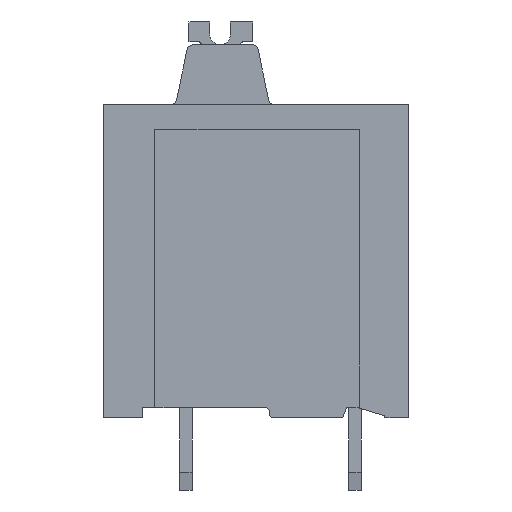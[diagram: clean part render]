
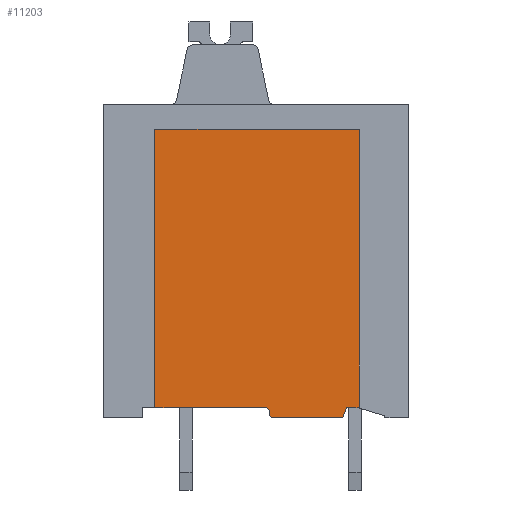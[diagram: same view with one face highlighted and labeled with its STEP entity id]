
A CAD part, left-side view. The second image highlights one B-rep face of the part: STEP entity #11203.
In plain terms, the highlighted planar face has unit normal (-1, 0, 0).
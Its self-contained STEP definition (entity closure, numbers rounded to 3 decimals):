
#5096=AXIS2_PLACEMENT_3D('Plane Axis2P3D',#5093,#5094,#5095) ;
#9156=AXIS2_PLACEMENT_3D('Circle Axis2P3D',#9154,#9155,$) ;
#9211=AXIS2_PLACEMENT_3D('Circle Axis2P3D',#9209,#9210,$) ;
#5093=CARTESIAN_POINT('Axis2P3D Location',(1.1,2.4,0.)) ;
#9029=CARTESIAN_POINT('Vertex',(1.1,2.5,4.)) ;
#9041=CARTESIAN_POINT('Vertex',(1.1,2.4,3.97)) ;
#9044=CARTESIAN_POINT('Line Origine',(1.1,2.45,3.985)) ;
#9125=CARTESIAN_POINT('Vertex',(1.1,6.95,4.)) ;
#9128=CARTESIAN_POINT('Line Origine',(1.1,9.625,4.)) ;
#9132=CARTESIAN_POINT('Vertex',(1.1,12.3,4.)) ;
#9154=CARTESIAN_POINT('Axis2P3D Location',(1.1,6.95,3.8)) ;
#9158=CARTESIAN_POINT('Vertex',(1.1,6.75,3.8)) ;
#9182=CARTESIAN_POINT('Vertex',(1.1,6.75,3.7)) ;
#9185=CARTESIAN_POINT('Line Origine',(1.1,6.75,3.75)) ;
#9206=CARTESIAN_POINT('Vertex',(1.1,6.55,3.5)) ;
#9209=CARTESIAN_POINT('Axis2P3D Location',(1.1,6.55,3.7)) ;
#9225=CARTESIAN_POINT('Vertex',(1.1,3.2,3.5)) ;
#9228=CARTESIAN_POINT('Line Origine',(1.1,4.875,3.5)) ;
#9249=CARTESIAN_POINT('Vertex',(1.1,3.,4.)) ;
#9252=CARTESIAN_POINT('Line Origine',(1.1,3.1,3.75)) ;
#9264=CARTESIAN_POINT('Line Origine',(1.1,2.75,4.)) ;
#9281=CARTESIAN_POINT('Line Origine',(1.1,12.3,10.75)) ;
#9285=CARTESIAN_POINT('Vertex',(1.1,12.3,17.5)) ;
#9305=CARTESIAN_POINT('Line Origine',(1.1,7.35,17.5)) ;
#9309=CARTESIAN_POINT('Vertex',(1.1,2.4,17.5)) ;
#9329=CARTESIAN_POINT('Line Origine',(1.1,2.4,10.735)) ;
#5094=DIRECTION('Axis2P3D Direction',(1.,0.,0.)) ;
#5095=DIRECTION('Axis2P3D XDirection',(0.,1.,0.)) ;
#9045=DIRECTION('Vector Direction',(0.,-0.959,-0.284)) ;
#9129=DIRECTION('Vector Direction',(0.,1.,0.)) ;
#9155=DIRECTION('Axis2P3D Direction',(-1.,0.,0.)) ;
#9186=DIRECTION('Vector Direction',(0.,0.,1.)) ;
#9210=DIRECTION('Axis2P3D Direction',(-1.,0.,0.)) ;
#9229=DIRECTION('Vector Direction',(0.,1.,0.)) ;
#9253=DIRECTION('Vector Direction',(0.,0.371,-0.928)) ;
#9265=DIRECTION('Vector Direction',(0.,1.,0.)) ;
#9282=DIRECTION('Vector Direction',(0.,0.,1.)) ;
#9306=DIRECTION('Vector Direction',(0.,1.,0.)) ;
#9330=DIRECTION('Vector Direction',(0.,0.,1.)) ;
#9046=VECTOR('Line Direction',#9045,1.) ;
#9130=VECTOR('Line Direction',#9129,1.) ;
#9187=VECTOR('Line Direction',#9186,1.) ;
#9230=VECTOR('Line Direction',#9229,1.) ;
#9254=VECTOR('Line Direction',#9253,1.) ;
#9266=VECTOR('Line Direction',#9265,1.) ;
#9283=VECTOR('Line Direction',#9282,1.) ;
#9307=VECTOR('Line Direction',#9306,1.) ;
#9331=VECTOR('Line Direction',#9330,1.) ;
#11191=ORIENTED_EDGE('',*,*,#9134,.F.) ;
#11192=ORIENTED_EDGE('',*,*,#9160,.T.) ;
#11193=ORIENTED_EDGE('',*,*,#9189,.F.) ;
#11194=ORIENTED_EDGE('',*,*,#9213,.F.) ;
#11195=ORIENTED_EDGE('',*,*,#9232,.F.) ;
#11196=ORIENTED_EDGE('',*,*,#9256,.F.) ;
#11197=ORIENTED_EDGE('',*,*,#9268,.F.) ;
#11198=ORIENTED_EDGE('',*,*,#9048,.T.) ;
#11199=ORIENTED_EDGE('',*,*,#9333,.T.) ;
#11200=ORIENTED_EDGE('',*,*,#9311,.T.) ;
#11201=ORIENTED_EDGE('',*,*,#9287,.F.) ;
#11203=ADVANCED_FACE('_LMF 5.00/12/180  3.5SN OR BX 1330290000',(#11202),#5097,.F.) ;
#9157=CIRCLE('generated circle',#9156,0.2) ;
#9212=CIRCLE('generated circle',#9211,0.2) ;
#9048=EDGE_CURVE('',#9030,#9042,#9047,.T.) ;
#9134=EDGE_CURVE('',#9126,#9133,#9131,.T.) ;
#9160=EDGE_CURVE('',#9126,#9159,#9157,.F.) ;
#9189=EDGE_CURVE('',#9183,#9159,#9188,.T.) ;
#9213=EDGE_CURVE('',#9207,#9183,#9212,.F.) ;
#9232=EDGE_CURVE('',#9226,#9207,#9231,.T.) ;
#9256=EDGE_CURVE('',#9250,#9226,#9255,.T.) ;
#9268=EDGE_CURVE('',#9030,#9250,#9267,.T.) ;
#9287=EDGE_CURVE('',#9133,#9286,#9284,.T.) ;
#9311=EDGE_CURVE('',#9310,#9286,#9308,.T.) ;
#9333=EDGE_CURVE('',#9042,#9310,#9332,.T.) ;
#11190=EDGE_LOOP('',(#11191,#11192,#11193,#11194,#11195,#11196,#11197,#11198,#11199,#11200,#11201)) ;
#11202=FACE_OUTER_BOUND('',#11190,.T.) ;
#9047=LINE('Line',#9044,#9046) ;
#9131=LINE('Line',#9128,#9130) ;
#9188=LINE('Line',#9185,#9187) ;
#9231=LINE('Line',#9228,#9230) ;
#9255=LINE('Line',#9252,#9254) ;
#9267=LINE('Line',#9264,#9266) ;
#9284=LINE('Line',#9281,#9283) ;
#9308=LINE('Line',#9305,#9307) ;
#9332=LINE('Line',#9329,#9331) ;
#5097=PLANE('',#5096) ;
#9030=VERTEX_POINT('',#9029) ;
#9042=VERTEX_POINT('',#9041) ;
#9126=VERTEX_POINT('',#9125) ;
#9133=VERTEX_POINT('',#9132) ;
#9159=VERTEX_POINT('',#9158) ;
#9183=VERTEX_POINT('',#9182) ;
#9207=VERTEX_POINT('',#9206) ;
#9226=VERTEX_POINT('',#9225) ;
#9250=VERTEX_POINT('',#9249) ;
#9286=VERTEX_POINT('',#9285) ;
#9310=VERTEX_POINT('',#9309) ;
